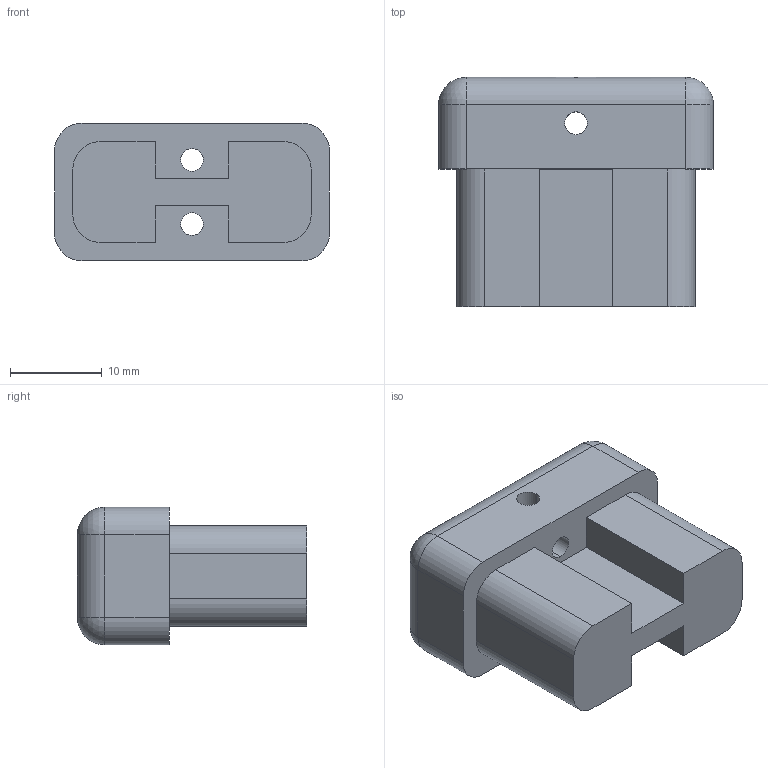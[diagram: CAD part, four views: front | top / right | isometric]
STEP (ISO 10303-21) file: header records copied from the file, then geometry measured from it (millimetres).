
FILE_DESCRIPTION (( 'STEP AP203' ), '1' );
FILE_NAME ('EndEffectorTip.STEP', '2021-09-03T02:57:43', ( '' ), ( '' ), 'SwSTEP 2.0', 'SolidWorks 2021', '' );
FILE_SCHEMA (( 'CONFIG_CONTROL_DESIGN' ));
Length unit declared in the file: millimetre
Products named in the file (1): EndEffectorTip
Bounding box: 30 x 25 x 15 mm (x, y, z)
Volume: 7331.5 mm3; surface area: 3088 mm2
Topology: 1 solids, 1 shells, 49 faces, 136 edges, 80 vertices
Faces by surface type: cylinder 26, plane 19, sphere 4
Entity records: 1615 total; most frequent: CARTESIAN_POINT 326, ORIENTED_EDGE 264, DIRECTION 248, EDGE_CURVE 132, AXIS2_PLACEMENT_3D 86, VERTEX_POINT 80, VECTOR 76, LINE 76
